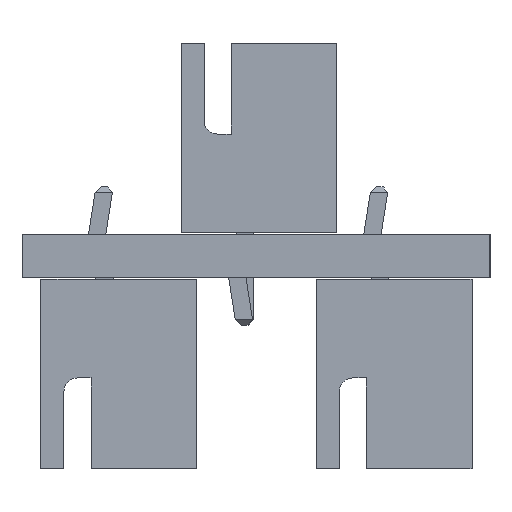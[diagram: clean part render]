
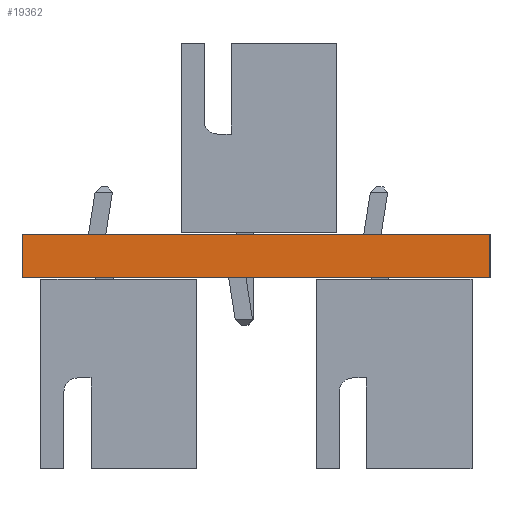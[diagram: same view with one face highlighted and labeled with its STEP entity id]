
A CAD part, left-side view. The second image highlights one B-rep face of the part: STEP entity #19362.
In plain terms, the highlighted planar face has unit normal (-1, 0, 0).
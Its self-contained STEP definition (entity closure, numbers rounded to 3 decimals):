
#19246 = EDGE_CURVE('',#19247,#19249,#19251,.T.);
#19247 = VERTEX_POINT('',#19248);
#19248 = CARTESIAN_POINT('',(121.412,-92.964,0.));
#19249 = VERTEX_POINT('',#19250);
#19250 = CARTESIAN_POINT('',(121.412,-92.964,1.6));
#19251 = SURFACE_CURVE('',#19252,(#19256,#19268),.PCURVE_S1.);
#19252 = LINE('',#19253,#19254);
#19253 = CARTESIAN_POINT('',(121.412,-92.964,0.));
#19254 = VECTOR('',#19255,1.);
#19255 = DIRECTION('',(0.,0.,1.));
#19256 = PCURVE('',#19257,#19262);
#19257 = PLANE('',#19258);
#19258 = AXIS2_PLACEMENT_3D('',#19259,#19260,#19261);
#19259 = CARTESIAN_POINT('',(121.412,-92.964,0.));
#19260 = DIRECTION('',(0.,1.,0.));
#19261 = DIRECTION('',(1.,0.,0.));
#19262 = DEFINITIONAL_REPRESENTATION('',(#19263),#19267);
#19263 = LINE('',#19264,#19265);
#19264 = CARTESIAN_POINT('',(0.,0.));
#19265 = VECTOR('',#19266,1.);
#19266 = DIRECTION('',(0.,-1.));
#19267 = ( GEOMETRIC_REPRESENTATION_CONTEXT(2) 
PARAMETRIC_REPRESENTATION_CONTEXT() REPRESENTATION_CONTEXT('2D SPACE',''
  ) );
#19268 = PCURVE('',#19269,#19274);
#19269 = PLANE('',#19270);
#19270 = AXIS2_PLACEMENT_3D('',#19271,#19272,#19273);
#19271 = CARTESIAN_POINT('',(121.412,-110.236,0.));
#19272 = DIRECTION('',(-1.,0.,0.));
#19273 = DIRECTION('',(0.,1.,0.));
#19274 = DEFINITIONAL_REPRESENTATION('',(#19275),#19279);
#19275 = LINE('',#19276,#19277);
#19276 = CARTESIAN_POINT('',(17.272,0.));
#19277 = VECTOR('',#19278,1.);
#19278 = DIRECTION('',(0.,-1.));
#19279 = ( GEOMETRIC_REPRESENTATION_CONTEXT(2) 
PARAMETRIC_REPRESENTATION_CONTEXT() REPRESENTATION_CONTEXT('2D SPACE',''
  ) );
#19297 = PLANE('',#19298);
#19298 = AXIS2_PLACEMENT_3D('',#19299,#19300,#19301);
#19299 = CARTESIAN_POINT('',(130.81,-101.6,1.6));
#19300 = DIRECTION('',(0.,0.,-1.));
#19301 = DIRECTION('',(-1.,0.,0.));
#19351 = PLANE('',#19352);
#19352 = AXIS2_PLACEMENT_3D('',#19353,#19354,#19355);
#19353 = CARTESIAN_POINT('',(130.81,-101.6,0.));
#19354 = DIRECTION('',(0.,0.,-1.));
#19355 = DIRECTION('',(-1.,0.,0.));
#19362 = ADVANCED_FACE('',(#19363),#19269,.T.);
#19363 = FACE_BOUND('',#19364,.T.);
#19364 = EDGE_LOOP('',(#19365,#19395,#19416,#19417));
#19365 = ORIENTED_EDGE('',*,*,#19366,.T.);
#19366 = EDGE_CURVE('',#19367,#19369,#19371,.T.);
#19367 = VERTEX_POINT('',#19368);
#19368 = CARTESIAN_POINT('',(121.412,-110.236,0.));
#19369 = VERTEX_POINT('',#19370);
#19370 = CARTESIAN_POINT('',(121.412,-110.236,1.6));
#19371 = SURFACE_CURVE('',#19372,(#19376,#19383),.PCURVE_S1.);
#19372 = LINE('',#19373,#19374);
#19373 = CARTESIAN_POINT('',(121.412,-110.236,0.));
#19374 = VECTOR('',#19375,1.);
#19375 = DIRECTION('',(0.,0.,1.));
#19376 = PCURVE('',#19269,#19377);
#19377 = DEFINITIONAL_REPRESENTATION('',(#19378),#19382);
#19378 = LINE('',#19379,#19380);
#19379 = CARTESIAN_POINT('',(0.,0.));
#19380 = VECTOR('',#19381,1.);
#19381 = DIRECTION('',(0.,-1.));
#19382 = ( GEOMETRIC_REPRESENTATION_CONTEXT(2) 
PARAMETRIC_REPRESENTATION_CONTEXT() REPRESENTATION_CONTEXT('2D SPACE',''
  ) );
#19383 = PCURVE('',#19384,#19389);
#19384 = PLANE('',#19385);
#19385 = AXIS2_PLACEMENT_3D('',#19386,#19387,#19388);
#19386 = CARTESIAN_POINT('',(140.208,-110.236,0.));
#19387 = DIRECTION('',(0.,-1.,0.));
#19388 = DIRECTION('',(-1.,0.,0.));
#19389 = DEFINITIONAL_REPRESENTATION('',(#19390),#19394);
#19390 = LINE('',#19391,#19392);
#19391 = CARTESIAN_POINT('',(18.796,0.));
#19392 = VECTOR('',#19393,1.);
#19393 = DIRECTION('',(0.,-1.));
#19394 = ( GEOMETRIC_REPRESENTATION_CONTEXT(2) 
PARAMETRIC_REPRESENTATION_CONTEXT() REPRESENTATION_CONTEXT('2D SPACE',''
  ) );
#19395 = ORIENTED_EDGE('',*,*,#19396,.T.);
#19396 = EDGE_CURVE('',#19369,#19249,#19397,.T.);
#19397 = SURFACE_CURVE('',#19398,(#19402,#19409),.PCURVE_S1.);
#19398 = LINE('',#19399,#19400);
#19399 = CARTESIAN_POINT('',(121.412,-110.236,1.6));
#19400 = VECTOR('',#19401,1.);
#19401 = DIRECTION('',(0.,1.,0.));
#19402 = PCURVE('',#19269,#19403);
#19403 = DEFINITIONAL_REPRESENTATION('',(#19404),#19408);
#19404 = LINE('',#19405,#19406);
#19405 = CARTESIAN_POINT('',(0.,-1.6));
#19406 = VECTOR('',#19407,1.);
#19407 = DIRECTION('',(1.,0.));
#19408 = ( GEOMETRIC_REPRESENTATION_CONTEXT(2) 
PARAMETRIC_REPRESENTATION_CONTEXT() REPRESENTATION_CONTEXT('2D SPACE',''
  ) );
#19409 = PCURVE('',#19297,#19410);
#19410 = DEFINITIONAL_REPRESENTATION('',(#19411),#19415);
#19411 = LINE('',#19412,#19413);
#19412 = CARTESIAN_POINT('',(9.398,-8.636));
#19413 = VECTOR('',#19414,1.);
#19414 = DIRECTION('',(0.,1.));
#19415 = ( GEOMETRIC_REPRESENTATION_CONTEXT(2) 
PARAMETRIC_REPRESENTATION_CONTEXT() REPRESENTATION_CONTEXT('2D SPACE',''
  ) );
#19416 = ORIENTED_EDGE('',*,*,#19246,.F.);
#19417 = ORIENTED_EDGE('',*,*,#19418,.F.);
#19418 = EDGE_CURVE('',#19367,#19247,#19419,.T.);
#19419 = SURFACE_CURVE('',#19420,(#19424,#19431),.PCURVE_S1.);
#19420 = LINE('',#19421,#19422);
#19421 = CARTESIAN_POINT('',(121.412,-110.236,0.));
#19422 = VECTOR('',#19423,1.);
#19423 = DIRECTION('',(0.,1.,0.));
#19424 = PCURVE('',#19269,#19425);
#19425 = DEFINITIONAL_REPRESENTATION('',(#19426),#19430);
#19426 = LINE('',#19427,#19428);
#19427 = CARTESIAN_POINT('',(0.,0.));
#19428 = VECTOR('',#19429,1.);
#19429 = DIRECTION('',(1.,0.));
#19430 = ( GEOMETRIC_REPRESENTATION_CONTEXT(2) 
PARAMETRIC_REPRESENTATION_CONTEXT() REPRESENTATION_CONTEXT('2D SPACE',''
  ) );
#19431 = PCURVE('',#19351,#19432);
#19432 = DEFINITIONAL_REPRESENTATION('',(#19433),#19437);
#19433 = LINE('',#19434,#19435);
#19434 = CARTESIAN_POINT('',(9.398,-8.636));
#19435 = VECTOR('',#19436,1.);
#19436 = DIRECTION('',(0.,1.));
#19437 = ( GEOMETRIC_REPRESENTATION_CONTEXT(2) 
PARAMETRIC_REPRESENTATION_CONTEXT() REPRESENTATION_CONTEXT('2D SPACE',''
  ) );
